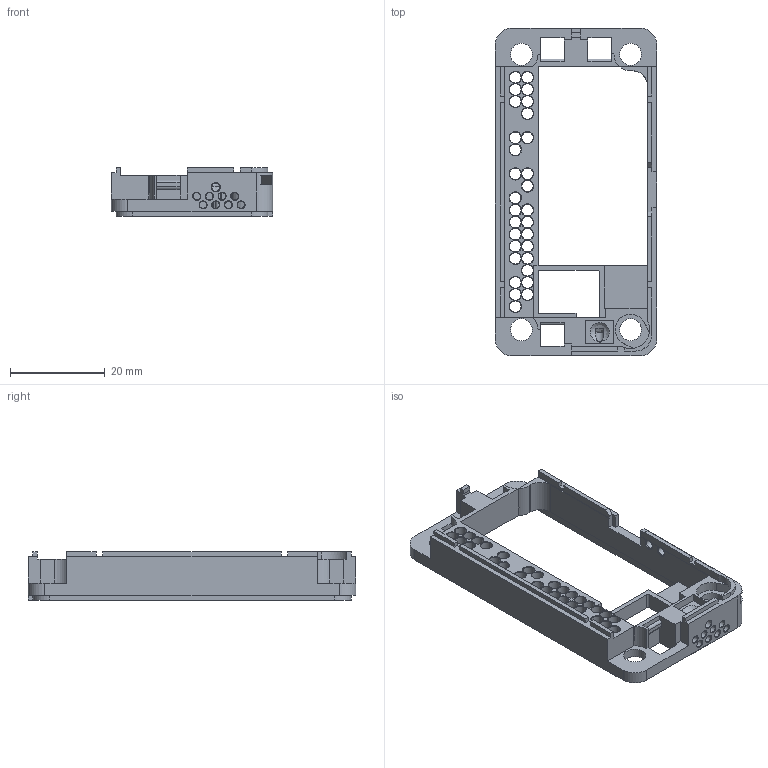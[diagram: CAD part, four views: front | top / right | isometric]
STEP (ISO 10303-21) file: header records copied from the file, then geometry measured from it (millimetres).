
FILE_DESCRIPTION(/* description */ ('','CAx-IF Rec.Pracs.---Representation and Presentation of Product Manufacturing Information (PMI)---4.0---2014-10-13'),/* implementation_level */ '2;1');
FILE_NAME(/* name */ 'bumper.step',/* time_stamp */ '2025-01-23T15:21:11Z',/* author */ (''),/* organization */ (''),/* preprocessor_version */ 'ST-DEVELOPER v20',/* originating_system */ 'Autodesk Translation Framework v13.20.0.188',/* authorisation */ '');
FILE_SCHEMA (('AP242_MANAGED_MODEL_BASED_3D_ENGINEERING_MIM_LF { 1 0 10303 442 1 1 4 }'));
Length unit declared in the file: millimetre
Products named in the file (1): bumper
Bounding box: 34 x 69 x 10.2 mm (x, y, z)
Volume: 5349.1 mm3; surface area: 7805.1 mm2
Topology: 5 solids, 5 shells, 575 faces, 1758 edges, 1133 vertices
Faces by surface type: plane 253, bspline 155, cone 85, cylinder 81, torus 1
Full cylindrical faces by diameter (mm): 1.5 x8, 1.75 x3, 2.4 x30, 4.6 x4
Entity records: 21567 total; most frequent: CARTESIAN_POINT 6650, ORIENTED_EDGE 3516, DIRECTION 2560, EDGE_CURVE 1758, VERTEX_POINT 1133, LINE 958, VECTOR 958, AXIS2_PLACEMENT_3D 801
